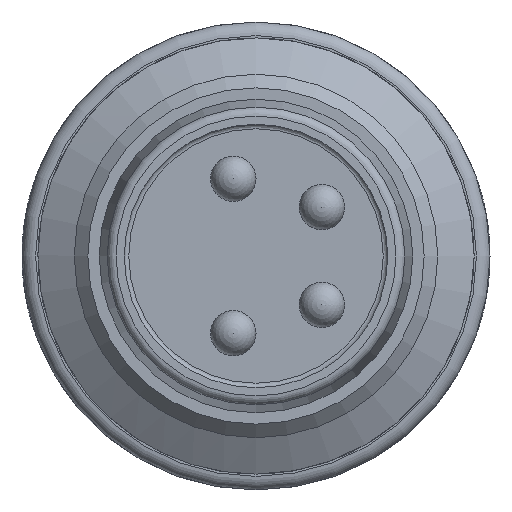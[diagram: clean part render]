
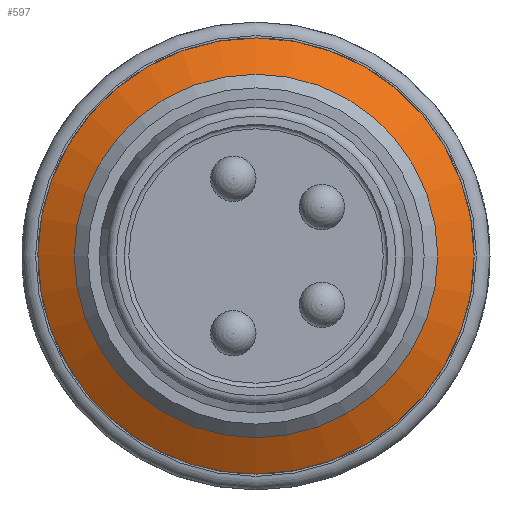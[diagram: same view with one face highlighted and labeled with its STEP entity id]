
A CAD part, front view. The second image highlights one B-rep face of the part: STEP entity #597.
In plain terms, the highlighted conical face has half-angle 60 degrees and reference radius 4 mm.
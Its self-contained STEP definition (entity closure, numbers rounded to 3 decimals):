
#305=CONICAL_SURFACE('',#2256,4.,60.);
#597=ADVANCED_FACE('',(#724,#725),#305,.T.);
#724=FACE_BOUND('',#884,.T.);
#725=FACE_BOUND('',#885,.T.);
#884=EDGE_LOOP('',(#1341));
#885=EDGE_LOOP('',(#1342));
#1341=ORIENTED_EDGE('',*,*,#1837,.F.);
#1342=ORIENTED_EDGE('',*,*,#1632,.T.);
#1459=VERTEX_POINT('',#2921);
#1588=VERTEX_POINT('',#4409);
#1632=EDGE_CURVE('',#1459,#1459,#1899,.T.);
#1837=EDGE_CURVE('',#1588,#1588,#2014,.T.);
#1899=CIRCLE('',#2066,4.);
#2014=CIRCLE('',#2255,4.8);
#2066=AXIS2_PLACEMENT_3D('',#2920,#2366,#2367);
#2255=AXIS2_PLACEMENT_3D('',#4408,#2778,#2779);
#2256=AXIS2_PLACEMENT_3D('',#4410,#2780,#2781);
#2366=DIRECTION('',(0.,1.,0.));
#2367=DIRECTION('',(0.,0.,-1.));
#2778=DIRECTION('',(0.,1.,0.));
#2779=DIRECTION('',(0.866,0.,0.5));
#2780=DIRECTION('',(0.,1.,0.));
#2781=DIRECTION('',(-0.866,0.,-0.5));
#2920=CARTESIAN_POINT('',(76.9,17.7,0.));
#2921=CARTESIAN_POINT('',(76.9,17.7,-4.));
#4408=CARTESIAN_POINT('',(76.9,18.162,0.));
#4409=CARTESIAN_POINT('',(81.057,18.162,2.4));
#4410=CARTESIAN_POINT('',(76.9,17.7,0.));
